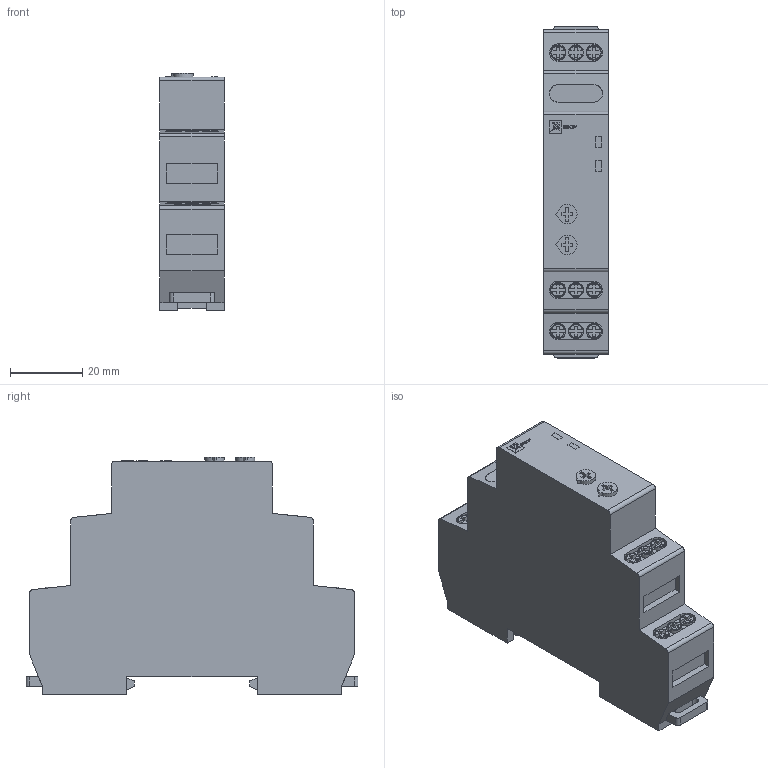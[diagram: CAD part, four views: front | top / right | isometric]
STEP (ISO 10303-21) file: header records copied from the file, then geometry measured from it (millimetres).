
FILE_DESCRIPTION (( 'STEP AP203' ), '1' );
FILE_NAME ('Ðåëå âðåìåíè RT-SD (äëÿ äâèãàòåëåé çâåçäà-òðåóãîëüíèê) (rt-sd).STEP', '2018-09-04T05:53:35', ( '' ), ( '' ), 'SwSTEP 2.0', 'SolidWorks 2017', '' );
FILE_SCHEMA (( 'CONFIG_CONTROL_DESIGN' ));
Length unit declared in the file: millimetre
Products named in the file (1): Ðåëå âðåìåíè RT-SD (äëÿ äâèãàòåëåé çâåçäà-òðåóãîëüíèê) (rt-sd)
Bounding box: 17.8 x 92 x 65.9 mm (x, y, z)
Volume: 78012.2 mm3; surface area: 16789.7 mm2
Topology: 1 solids, 1 shells, 446 faces, 1203 edges, 798 vertices
Faces by surface type: plane 328, cylinder 82, torus 18, bspline 18
Entity records: 14614 total; most frequent: CARTESIAN_POINT 3330, ORIENTED_EDGE 2406, DIRECTION 2187, EDGE_CURVE 1203, LINE 909, VECTOR 909, VERTEX_POINT 798, AXIS2_PLACEMENT_3D 639
